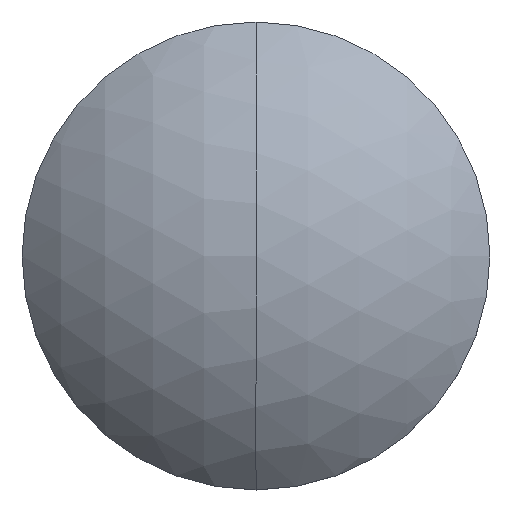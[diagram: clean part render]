
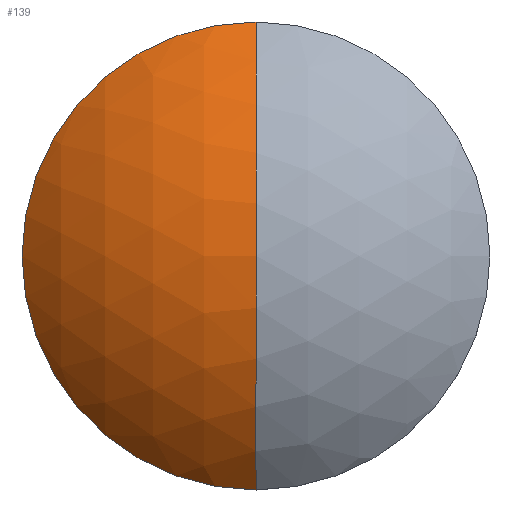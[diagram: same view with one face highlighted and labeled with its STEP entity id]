
A CAD part, top view. The second image highlights one B-rep face of the part: STEP entity #139.
In plain terms, the highlighted spherical face has radius 17.35 mm.
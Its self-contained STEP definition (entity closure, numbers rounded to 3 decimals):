
#2 = SPHERICAL_SURFACE ( 'NONE', #159, 17.35 ) ;
#6 = EDGE_CURVE ( 'NONE', #12, #100, #215, .T. ) ;
#11 = EDGE_LOOP ( 'NONE', ( #227, #247, #196 ) ) ;
#12 = VERTEX_POINT ( 'NONE', #187 ) ;
#30 = EDGE_CURVE ( 'NONE', #231, #100, #57, .T. ) ;
#31 = EDGE_CURVE ( 'NONE', #12, #231, #143, .T. ) ;
#52 = AXIS2_PLACEMENT_3D ( 'NONE', #165, #55, #90 ) ;
#55 = DIRECTION ( 'NONE',  ( 1., 0., 0. ) ) ;
#57 = CIRCLE ( 'NONE', #144, 17.35 ) ;
#68 = AXIS2_PLACEMENT_3D ( 'NONE', #186, #246, #209 ) ;
#90 = DIRECTION ( 'NONE',  ( 0., 0., -1. ) ) ;
#100 = VERTEX_POINT ( 'NONE', #226 ) ;
#104 = DIRECTION ( 'NONE',  ( -1., 0., 0. ) ) ;
#118 = DIRECTION ( 'NONE',  ( 0., 1., 0. ) ) ;
#120 = FACE_OUTER_BOUND ( 'NONE', #11, .T. ) ;
#121 = CARTESIAN_POINT ( 'NONE',  ( 0., 0., -13.59 ) ) ;
#139 = ADVANCED_FACE ( 'NONE', ( #120 ), #2, .T. ) ;
#143 = CIRCLE ( 'NONE', #68, 12.7 ) ;
#144 = AXIS2_PLACEMENT_3D ( 'NONE', #121, #104, #207 ) ;
#159 = AXIS2_PLACEMENT_3D ( 'NONE', #237, #179, #118 ) ;
#165 = CARTESIAN_POINT ( 'NONE',  ( 0., 0., -13.59 ) ) ;
#179 = DIRECTION ( 'NONE',  ( -1., 0., 0. ) ) ;
#186 = CARTESIAN_POINT ( 'NONE',  ( 0., 0., -1.769 ) ) ;
#187 = CARTESIAN_POINT ( 'NONE',  ( 0., 12.7, -1.769 ) ) ;
#194 = CARTESIAN_POINT ( 'NONE',  ( 0., -12.7, -1.769 ) ) ;
#196 = ORIENTED_EDGE ( 'NONE', *, *, #6, .F. ) ;
#207 = DIRECTION ( 'NONE',  ( 0., -1., 0. ) ) ;
#209 = DIRECTION ( 'NONE',  ( 0., -1., 0. ) ) ;
#215 = CIRCLE ( 'NONE', #52, 17.35 ) ;
#226 = CARTESIAN_POINT ( 'NONE',  ( 0., 0., 3.76 ) ) ;
#227 = ORIENTED_EDGE ( 'NONE', *, *, #31, .T. ) ;
#231 = VERTEX_POINT ( 'NONE', #194 ) ;
#237 = CARTESIAN_POINT ( 'NONE',  ( 0., 0., -13.59 ) ) ;
#246 = DIRECTION ( 'NONE',  ( 0., 0., 1. ) ) ;
#247 = ORIENTED_EDGE ( 'NONE', *, *, #30, .T. ) ;
